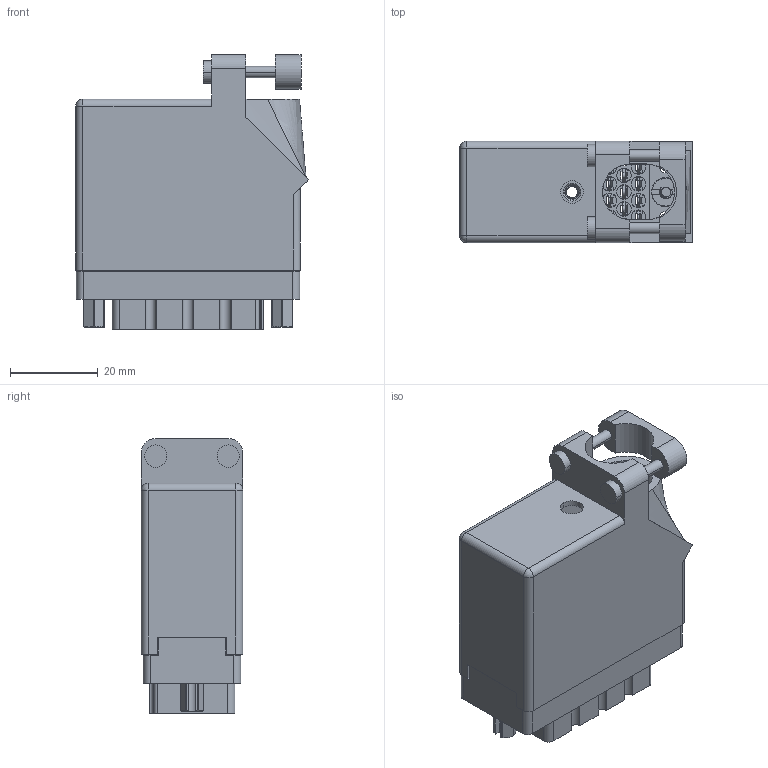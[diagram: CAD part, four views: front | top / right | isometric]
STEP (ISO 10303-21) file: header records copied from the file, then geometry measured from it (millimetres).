
FILE_DESCRIPTION (( 'STEP AP203' ), '1' );
FILE_NAME ('516-038-542-612.STEP', '2020-03-05T18:49:11', ( '' ), ( '' ), 'SwSTEP 2.0', 'SolidWorks 2016', '' );
FILE_SCHEMA (( 'CONFIG_CONTROL_DESIGN' ));
Length unit declared in the file: inch
Products named in the file (8): 516-230-001_Plastic - 038 Top Entry; 516-038-542-612; 516-252-021-102_038; 516-292-001_542 Contact; 516-252-035-100_516-252-035-100; 516-221-038-102_038; 516 Part Receptacle_038; 516-221-038-102_039
Assembly tree (45 placements, depth 2):
  516-038-542-612
    516 Part Receptacle_038
    516-292-001_542 Contact  x38
    516-230-001_Plastic - 038 Top Entry
    516-252-021-102_038  x2
    516-221-038-102_038
    516-252-035-100_516-252-035-100
    516-221-038-102_039
Bounding box: 52.85 x 23.11 x 62.51 mm (x, y, z)
Volume: 23618.4 mm3; surface area: 38416.6 mm2
Topology: 45 solids, 45 shells, 3944 faces, 11380 edges, 7544 vertices
Faces by surface type: plane 2328, cylinder 1305, bspline 265, cone 44, sphere 2
Entity records: 49793 total; most frequent: CARTESIAN_POINT 14637, ORIENTED_EDGE 7176, DIRECTION 6794, EDGE_CURVE 3588, VECTOR 2398, LINE 2398, VERTEX_POINT 2378, AXIS2_PLACEMENT_3D 2198
